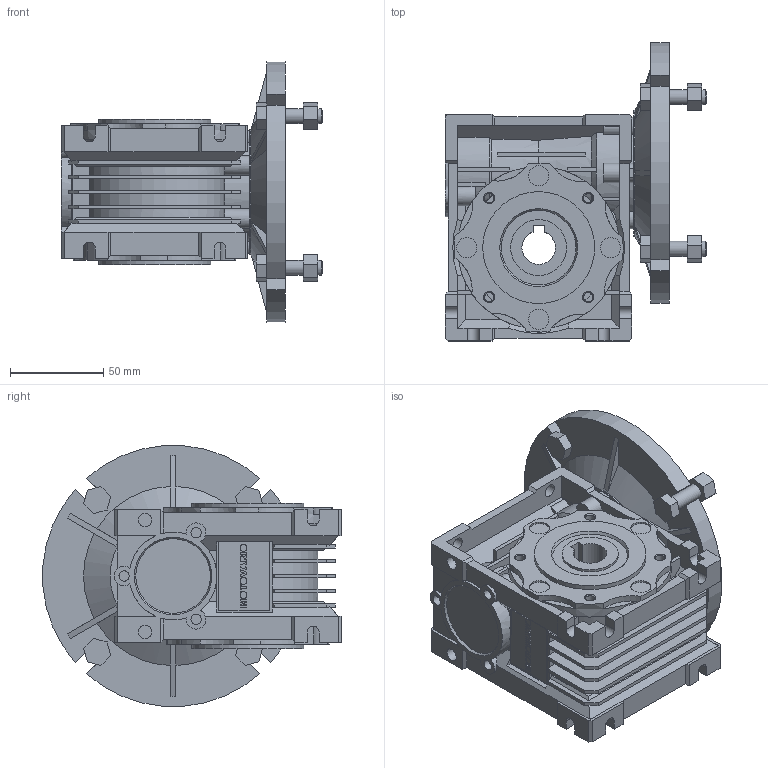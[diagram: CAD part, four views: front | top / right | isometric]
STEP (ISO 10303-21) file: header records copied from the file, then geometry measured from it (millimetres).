
FILE_DESCRIPTION( ( 'STEP AP203' ), ' ' );
FILE_NAME( 'NMRV04051281811100300NO--(-----).stp', '2017-01-24T02:44:22', ( '' ), ( '' ), ' ', 'PARTsolutions', ' ' );
FILE_SCHEMA( ( 'CONFIG_CONTROL_DESIGN' ) );
Length unit declared in the file: millimetre
Products named in the file (5): NMRV04051281811100300NO--(-----); _Gear unit 40; _040-18 (78); _VB 040-11 (11); _40-63 B5
Assembly tree (4 placements, depth 2):
  NMRV04051281811100300NO--(-----)
    _Gear unit 40
    _040-18 (78)
    _VB 040-11 (11)
    _40-63 B5
Bounding box: 140 x 159.77 x 139.55 mm (x, y, z)
Volume: 748428.2 mm3; surface area: 185428.3 mm2
Topology: 4 solids, 4 shells, 889 faces, 2403 edges, 1562 vertices
Faces by surface type: plane 636, cylinder 183, cone 68, bspline 2
Full cylindrical faces by diameter (mm): 4.917 x8, 5.55 x3, 7 x6, 8 x8, 10 x6, 10.8 x4, 11 x6, 16 x1, 23 x2, 28 x1, 30 x2, 35 x1, 36 x1, 40 x1, 47 x1, 60 x2, 67.5 x1, 75 x1, 93.5 x1, 95 x1
Entity records: 28004 total; most frequent: CARTESIAN_POINT 5691, ORIENTED_EDGE 4608, DIRECTION 4498, EDGE_CURVE 2304, VERTEX_POINT 1547, LINE 1526, VECTOR 1526, AXIS2_PLACEMENT_3D 1486
